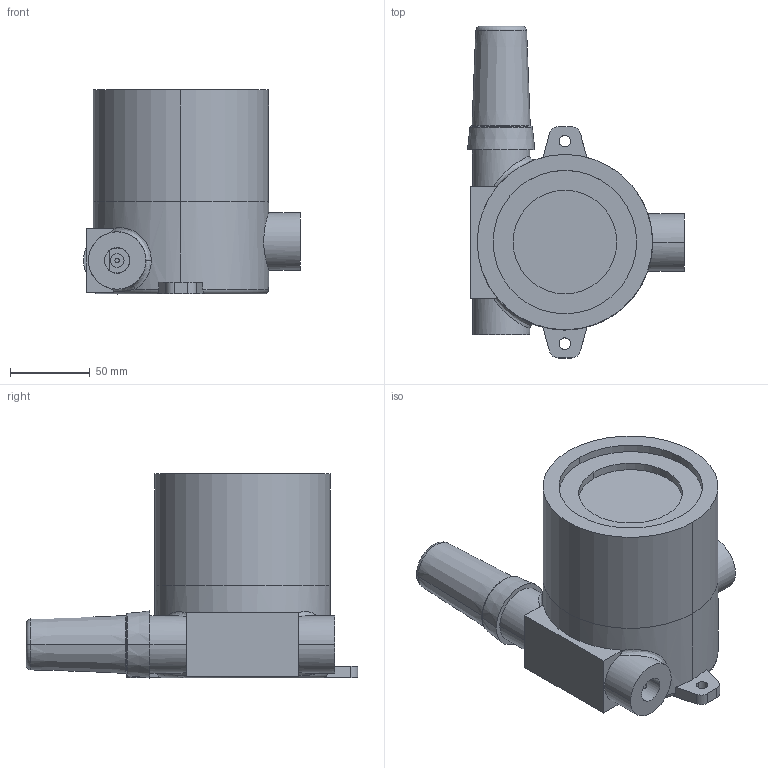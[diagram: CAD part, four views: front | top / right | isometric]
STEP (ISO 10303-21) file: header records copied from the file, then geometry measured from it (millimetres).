
FILE_DESCRIPTION((''),'2;1');
FILE_NAME('188764_ASM','2016-01-28T',('pdmadmin'),(''),'PRO/ENGINEER BY PARAMETRIC TECHNOLOGY CORPORATION, 2013230','PRO/ENGINEER BY PARAMETRIC TECHNOLOGY CORPORATION, 2013230','');
FILE_SCHEMA(('CONFIG_CONTROL_DESIGN'));
Length unit declared in the file: millimetre
Products named in the file (5): 151780-1_AF0; 151780-2; 151780_AF0_ASM; 160622_AF0; 188764_ASM
Assembly tree (4 placements, depth 3):
  188764_ASM
    151780_AF0_ASM
      151780-1_AF0
      151780-2
    160622_AF0
Bounding box: 136.08 x 208.22 x 128.08 mm (x, y, z)
Volume: 652457.6 mm3; surface area: 156427.8 mm2
Topology: 3 solids, 7 shells, 146 faces, 362 edges, 234 vertices
Faces by surface type: cylinder 59, plane 57, cone 16, torus 8, bspline 6
Entity records: 5777 total; most frequent: CARTESIAN_POINT 2126, DIRECTION 790, ORIENTED_EDGE 692, EDGE_CURVE 354, AXIS2_PLACEMENT_3D 323, VERTEX_POINT 234, EDGE_LOOP 176, CIRCLE 170
